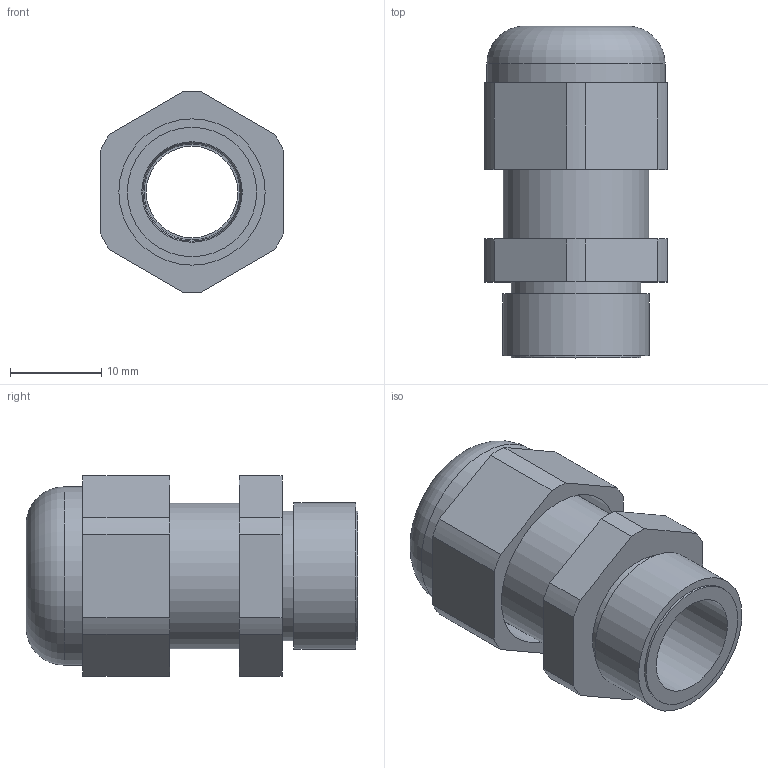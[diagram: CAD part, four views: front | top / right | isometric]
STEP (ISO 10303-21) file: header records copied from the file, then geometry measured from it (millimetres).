
FILE_DESCRIPTION (( 'STEP AP214' ), '1' );
FILE_NAME ('2022885.stp', '2020-09-02T14:15:29', ( '' ), ( '' ), 'SwSTEP 2.0', 'SolidWorks 2020', '' );
FILE_SCHEMA (( 'AUTOMOTIVE_DESIGN' ));
Length unit declared in the file: millimetre
Products named in the file (4): 2022885; EV501_M16; 0005752_grafische Darstellung; 0005724_grafische Darstellung
Assembly tree (3 placements, depth 2):
  2022885
    0005724_grafische Darstellung
    0005752_grafische Darstellung
    EV501_M16
Bounding box: 20 x 36.3 x 21.99 mm (x, y, z)
Volume: 5459 mm3; surface area: 6185.7 mm2
Topology: 3 solids, 3 shells, 57 faces, 123 edges, 79 vertices
Faces by surface type: cylinder 26, plane 25, cone 3, torus 3
Full cylindrical faces by diameter (mm): 10 x1, 10.2 x1, 10.5 x1, 11 x1, 12.7 x1, 12.73 x1, 14.1 x1, 14.16 x2, 15.95 x1, 16 x1, 16.1 x1, 17.75 x1, 19.5 x1
Entity records: 1626 total; most frequent: DIRECTION 284, CARTESIAN_POINT 245, ORIENTED_EDGE 206, AXIS2_PLACEMENT_3D 118, EDGE_CURVE 103, EDGE_LOOP 90, VERTEX_POINT 79, FACE_OUTER_BOUND 74
